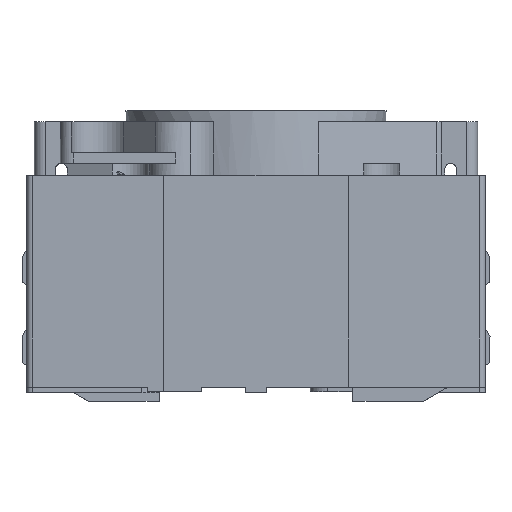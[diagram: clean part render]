
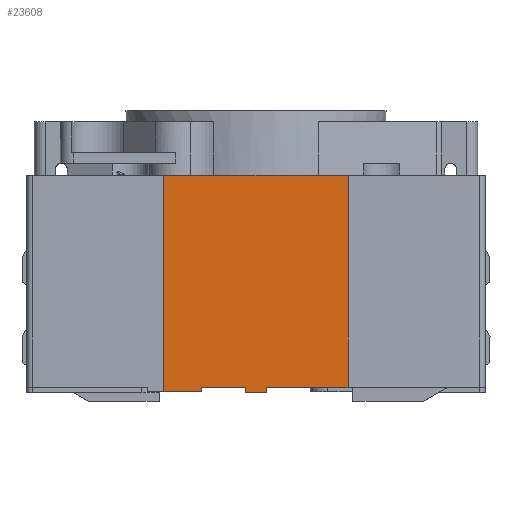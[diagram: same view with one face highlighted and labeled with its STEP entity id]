
A CAD part, front view. The second image highlights one B-rep face of the part: STEP entity #23608.
In plain terms, the highlighted planar face has unit normal (0, -1, 0).
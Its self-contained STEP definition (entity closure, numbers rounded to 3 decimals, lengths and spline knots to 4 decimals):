
#2574=FACE_OUTER_BOUND('',#3871,.T.);
#3871=EDGE_LOOP('',(#20123,#20124,#20125,#20126,#20127,#20128,#20129,#20130,
#20131,#20132));
#4769=LINE('',#34072,#7149);
#5620=LINE('',#43617,#8000);
#6026=LINE('',#44709,#8406);
#6117=LINE('',#44942,#8497);
#6147=LINE('',#45020,#8527);
#6178=LINE('',#45106,#8558);
#6192=LINE('',#45151,#8572);
#6197=LINE('',#45162,#8577);
#6207=LINE('',#45189,#8587);
#6208=LINE('',#45190,#8588);
#7149=VECTOR('',#27259,0.75);
#8000=VECTOR('',#29422,1.7);
#8406=VECTOR('',#30462,1.99);
#8497=VECTOR('',#30795,0.35);
#8527=VECTOR('',#30867,0.4);
#8558=VECTOR('',#30966,0.04);
#8572=VECTOR('',#31022,0.05);
#8577=VECTOR('',#31033,0.05);
#8587=VECTOR('',#31069,0.2);
#8588=VECTOR('',#31070,1.95);
#9520=VERTEX_POINT('',#34069);
#9521=VERTEX_POINT('',#34071);
#10404=VERTEX_POINT('',#43614);
#10405=VERTEX_POINT('',#43616);
#10744=VERTEX_POINT('',#44707);
#10765=VERTEX_POINT('',#44941);
#10785=VERTEX_POINT('',#45004);
#10792=VERTEX_POINT('',#45018);
#10823=VERTEX_POINT('',#45150);
#10826=VERTEX_POINT('',#45160);
#11978=EDGE_CURVE('',#9521,#9520,#4769,.T.);
#13268=EDGE_CURVE('',#10405,#10404,#5620,.T.);
#13841=EDGE_CURVE('',#10744,#10404,#6026,.T.);
#13939=EDGE_CURVE('',#10744,#10765,#6117,.T.);
#13979=EDGE_CURVE('',#10785,#10792,#6147,.T.);
#14022=EDGE_CURVE('',#10785,#10765,#6178,.T.);
#14043=EDGE_CURVE('',#10823,#9521,#6192,.T.);
#14049=EDGE_CURVE('',#10792,#10826,#6197,.T.);
#14062=EDGE_CURVE('',#10826,#10823,#6207,.T.);
#14063=EDGE_CURVE('',#9520,#10405,#6208,.T.);
#20123=ORIENTED_EDGE('',*,*,#13979,.T.);
#20124=ORIENTED_EDGE('',*,*,#14049,.T.);
#20125=ORIENTED_EDGE('',*,*,#14062,.T.);
#20126=ORIENTED_EDGE('',*,*,#14043,.T.);
#20127=ORIENTED_EDGE('',*,*,#11978,.T.);
#20128=ORIENTED_EDGE('',*,*,#14063,.T.);
#20129=ORIENTED_EDGE('',*,*,#13268,.T.);
#20130=ORIENTED_EDGE('',*,*,#13841,.F.);
#20131=ORIENTED_EDGE('',*,*,#13939,.T.);
#20132=ORIENTED_EDGE('',*,*,#14022,.F.);
#22530=PLANE('',#25467);
#23608=ADVANCED_FACE('',(#2574),#22530,.T.);
#25467=AXIS2_PLACEMENT_3D('',#45188,#31067,#31068);
#27259=DIRECTION('',(1.,0.,0.));
#29422=DIRECTION('',(-1.,0.,0.));
#30462=DIRECTION('',(0.,0.,1.));
#30795=DIRECTION('',(1.,0.,0.));
#30867=DIRECTION('',(1.,0.,0.));
#30966=DIRECTION('',(0.,0.,-1.));
#31022=DIRECTION('',(0.,0.,1.));
#31033=DIRECTION('',(0.,0.,-1.));
#31067=DIRECTION('center_axis',(0.,-1.,0.));
#31068=DIRECTION('ref_axis',(0.,0.,
-1.));
#31069=DIRECTION('',(1.,0.,0.));
#31070=DIRECTION('',(0.,0.,1.));
#34069=CARTESIAN_POINT('',(-8.6827,-3.0435,0.4456));
#34071=CARTESIAN_POINT('',(-9.4327,-3.0435,0.4456));
#34072=CARTESIAN_POINT('',(-9.1077,-3.0435,0.4456));
#43614=CARTESIAN_POINT('',(-10.3827,-3.0435,2.3956));
#43616=CARTESIAN_POINT('',(-8.6827,-3.0435,2.3956));
#43617=CARTESIAN_POINT('',(-10.3827,-3.0435,2.3956));
#44707=CARTESIAN_POINT('',(-10.3827,-3.0435,0.4056));
#44709=CARTESIAN_POINT('',(-10.3827,-3.0435,0.3956));
#44941=CARTESIAN_POINT('',(-10.0327,-3.0435,0.4056));
#44942=CARTESIAN_POINT('',(-10.3827,-3.0435,0.4056));
#45004=CARTESIAN_POINT('',(-10.0327,-3.0435,0.4456));
#45018=CARTESIAN_POINT('',(-9.6327,-3.0435,0.4456));
#45020=CARTESIAN_POINT('',(-9.1077,-3.0435,0.4456));
#45106=CARTESIAN_POINT('',(-10.0327,-3.0435,0.5056));
#45150=CARTESIAN_POINT('',(-9.4327,-3.0435,0.3956));
#45151=CARTESIAN_POINT('',(-9.4327,-3.0435,0.3956));
#45160=CARTESIAN_POINT('',(-9.6327,-3.0435,0.3956));
#45162=CARTESIAN_POINT('',(-9.6327,-3.0435,0.3956));
#45188=CARTESIAN_POINT('Origin',(-8.6827,-3.0435,0.3956));
#45189=CARTESIAN_POINT('',(-10.3827,-3.0435,0.3956));
#45190=CARTESIAN_POINT('',(-8.6827,-3.0435,0.3956));
